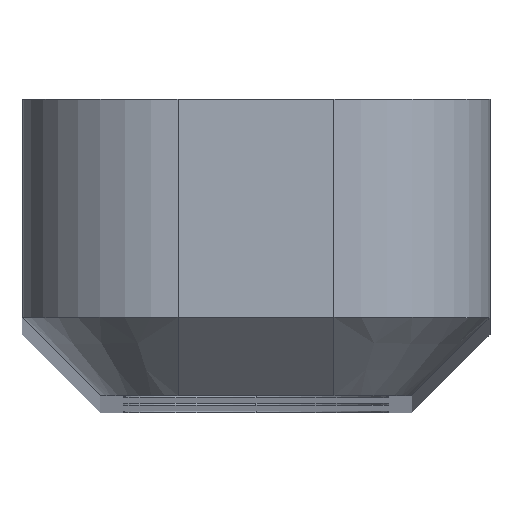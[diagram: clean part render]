
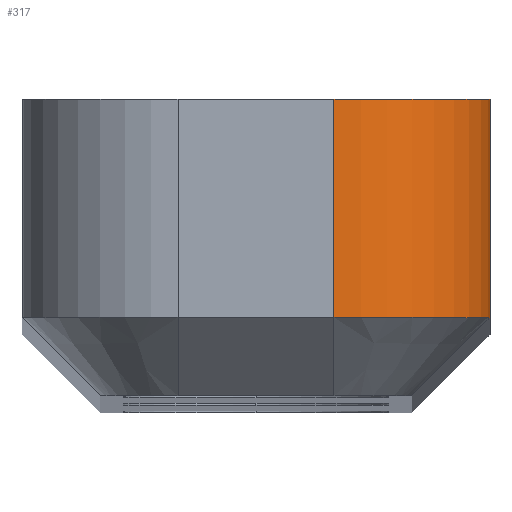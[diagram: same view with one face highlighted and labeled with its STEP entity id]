
A CAD part, top view. The second image highlights one B-rep face of the part: STEP entity #317.
In plain terms, the highlighted cylindrical face has radius 5 mm (diameter 10 mm), a partial arc.
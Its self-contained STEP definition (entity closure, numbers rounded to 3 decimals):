
#4 = CARTESIAN_POINT ( 'NONE',  ( 2.5, 0., 325. ) ) ;
#35 = FACE_OUTER_BOUND ( 'NONE', #762, .T. ) ;
#75 = DIRECTION ( 'NONE',  ( -1., 0., 0. ) ) ;
#107 = CARTESIAN_POINT ( 'NONE',  ( 2.5, 0., 320. ) ) ;
#109 = EDGE_CURVE ( 'NONE', #259, #236, #747, .T. ) ;
#129 = VECTOR ( 'NONE', #803, 1000. ) ;
#187 = CARTESIAN_POINT ( 'NONE',  ( 7.5, 0., 320. ) ) ;
#197 = CARTESIAN_POINT ( 'NONE',  ( 7.5, -9.5, 320. ) ) ;
#236 = VERTEX_POINT ( 'NONE', #1014 ) ;
#239 = EDGE_CURVE ( 'NONE', #819, #236, #897, .T. ) ;
#259 = VERTEX_POINT ( 'NONE', #187 ) ;
#317 = ADVANCED_FACE ( 'NONE', ( #35 ), #1214, .T. ) ;
#456 = AXIS2_PLACEMENT_3D ( 'NONE', #1189, #461, #741 ) ;
#461 = DIRECTION ( 'NONE',  ( 0., 1., 0. ) ) ;
#465 = DIRECTION ( 'NONE',  ( 0., -1., 0. ) ) ;
#470 = ORIENTED_EDGE ( 'NONE', *, *, #239, .T. ) ;
#523 = DIRECTION ( 'NONE',  ( 1., 0., 0. ) ) ;
#563 = DIRECTION ( 'NONE',  ( 0., -1., 0. ) ) ;
#633 = CARTESIAN_POINT ( 'NONE',  ( 2.5, -7., 320. ) ) ;
#674 = ORIENTED_EDGE ( 'NONE', *, *, #109, .F. ) ;
#700 = CIRCLE ( 'NONE', #456, 5. ) ;
#741 = DIRECTION ( 'NONE',  ( 0., 0., -1. ) ) ;
#747 = LINE ( 'NONE', #197, #876 ) ;
#762 = EDGE_LOOP ( 'NONE', ( #765, #470, #674, #1087 ) ) ;
#765 = ORIENTED_EDGE ( 'NONE', *, *, #1226, .F. ) ;
#803 = DIRECTION ( 'NONE',  ( 0., 1., 0. ) ) ;
#819 = VERTEX_POINT ( 'NONE', #886 ) ;
#826 = CARTESIAN_POINT ( 'NONE',  ( 2.5, 0., 325. ) ) ;
#857 = VERTEX_POINT ( 'NONE', #4 ) ;
#869 = DIRECTION ( 'NONE',  ( 0., 1., 0. ) ) ;
#876 = VECTOR ( 'NONE', #465, 1000. ) ;
#886 = CARTESIAN_POINT ( 'NONE',  ( 2.5, -7., 325. ) ) ;
#893 = AXIS2_PLACEMENT_3D ( 'NONE', #107, #563, #523 ) ;
#897 = CIRCLE ( 'NONE', #1266, 5. ) ;
#973 = EDGE_CURVE ( 'NONE', #857, #259, #700, .T. ) ;
#1014 = CARTESIAN_POINT ( 'NONE',  ( 7.5, -7., 320. ) ) ;
#1087 = ORIENTED_EDGE ( 'NONE', *, *, #973, .F. ) ;
#1128 = LINE ( 'NONE', #826, #129 ) ;
#1189 = CARTESIAN_POINT ( 'NONE',  ( 2.5, 0., 320. ) ) ;
#1214 = CYLINDRICAL_SURFACE ( 'NONE', #893, 5. ) ;
#1226 = EDGE_CURVE ( 'NONE', #819, #857, #1128, .T. ) ;
#1266 = AXIS2_PLACEMENT_3D ( 'NONE', #633, #869, #75 ) ;
